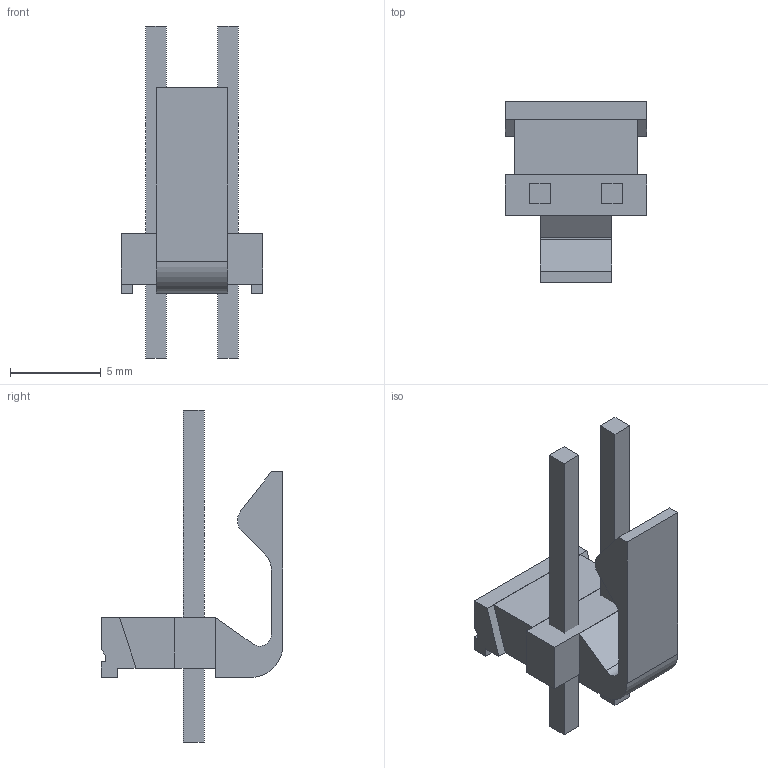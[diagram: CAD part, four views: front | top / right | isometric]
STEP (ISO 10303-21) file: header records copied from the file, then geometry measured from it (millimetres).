
FILE_DESCRIPTION((''),'2;1');
FILE_NAME('MOLEX_26-60-4020.stp','2011-04-06T13:59:23',(''),(''),'Mechanical Desktop 2011','Mechanical Desktop 2011',', , ');
FILE_SCHEMA(('AUTOMOTIVE_DESIGN { 1 2 10303 214 1 1 1 1 }'));
Length unit declared in the file: millimetre
Products named in the file (1): Product
Bounding box: 7.77 x 10.01 x 18.29 mm (x, y, z)
Volume: 251.9 mm3; surface area: 600.9 mm2
Topology: 6 solids, 6 shells, 60 faces, 144 edges, 96 vertices
Faces by surface type: plane 33, bspline 22, cylinder 5
Entity records: 1765 total; most frequent: CARTESIAN_POINT 367, ORIENTED_EDGE 288, DIRECTION 232, EDGE_CURVE 144, VECTOR 134, LINE 134, VERTEX_POINT 96, EDGE_LOOP 60
